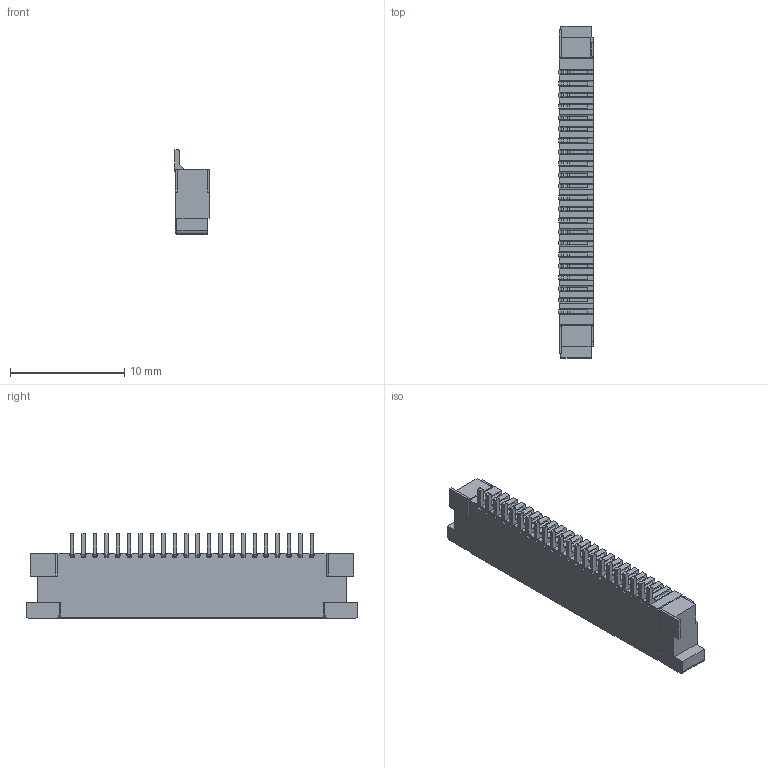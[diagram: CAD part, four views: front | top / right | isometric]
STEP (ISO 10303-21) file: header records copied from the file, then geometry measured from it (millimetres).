
FILE_DESCRIPTION(('CoCreate Modeling STEP Export'),'2;1');
FILE_NAME('FPC1.0-1-22Pin-xia.stp','2025-03-04T16:58:54',(''),(''),'CoCreate Modeling STEP processor for AP214 (Solid Model)','CoCreate Modeling 17.0 01-Apr-2010 (C) Parametric Technology GmbH','');
FILE_SCHEMA(('AUTOMOTIVE_DESIGN { 1 0 10303 214 1 1 1 1 }'));
Length unit declared in the file: millimetre
Products named in the file (2): 1.0-1-下接-22pin
Assembly tree (1 placements, depth 2):
  1.0-1-下接-22pin
    1.0-1-下接-22pin
Bounding box: 3.06 x 29.1 x 7.41 mm (x, y, z)
Volume: 430.5 mm3; surface area: 865.9 mm2
Topology: 1 solids, 1 shells, 482 faces, 1358 edges, 900 vertices
Faces by surface type: plane 366, cylinder 116
Entity records: 15615 total; most frequent: CARTESIAN_POINT 2727, ORIENTED_EDGE 2716, DIRECTION 2535, EDGE_CURVE 1358, VECTOR 1119, LINE 1119, VERTEX_POINT 900, AXIS2_PLACEMENT_3D 708
